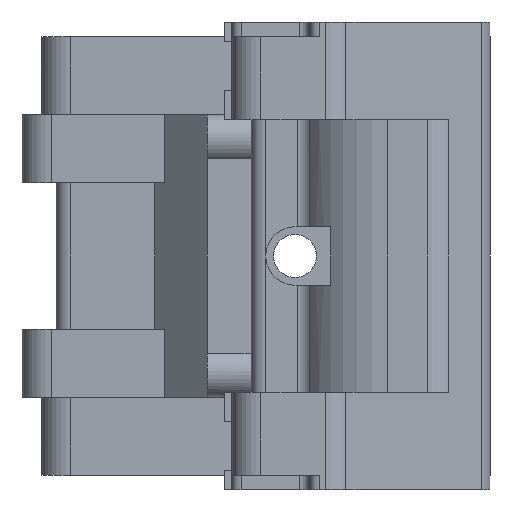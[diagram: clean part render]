
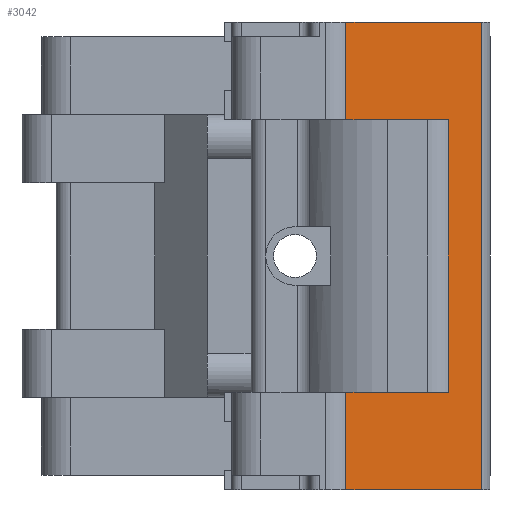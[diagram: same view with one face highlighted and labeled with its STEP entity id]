
A CAD part, front view. The second image highlights one B-rep face of the part: STEP entity #3042.
In plain terms, the highlighted planar face has unit normal (0.707, -0.707, 0).
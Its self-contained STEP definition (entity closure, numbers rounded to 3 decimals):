
#264 = VERTEX_POINT('',#265);
#265 = CARTESIAN_POINT('',(-4.272,-19.121,24.));
#272 = EDGE_CURVE('',#273,#264,#275,.T.);
#273 = VERTEX_POINT('',#274);
#274 = CARTESIAN_POINT('',(9.621,-5.228,24.));
#275 = LINE('',#276,#277);
#276 = CARTESIAN_POINT('',(9.621,-5.228,24.));
#277 = VECTOR('',#278,1.);
#278 = DIRECTION('',(-0.707,-0.707,0.));
#1566 = VERTEX_POINT('',#1567);
#1567 = CARTESIAN_POINT('',(9.621,-5.228,-24.));
#1574 = EDGE_CURVE('',#1566,#1575,#1577,.T.);
#1575 = VERTEX_POINT('',#1576);
#1576 = CARTESIAN_POINT('',(-4.272,-19.121,-24.));
#1577 = LINE('',#1578,#1579);
#1578 = CARTESIAN_POINT('',(9.621,-5.228,-24.));
#1579 = VECTOR('',#1580,1.);
#1580 = DIRECTION('',(-0.707,-0.707,0.));
#3029 = EDGE_CURVE('',#273,#1566,#3030,.T.);
#3030 = LINE('',#3031,#3032);
#3031 = CARTESIAN_POINT('',(9.621,-5.228,-22.5));
#3032 = VECTOR('',#3033,1.);
#3033 = DIRECTION('',(0.,0.,-1.));
#3042 = ADVANCED_FACE('',(#3043),#3086,.T.);
#3043 = FACE_BOUND('',#3044,.T.);
#3044 = EDGE_LOOP('',(#3045,#3053,#3054,#3055,#3056,#3064,#3072,#3080));
#3045 = ORIENTED_EDGE('',*,*,#3046,.F.);
#3046 = EDGE_CURVE('',#1575,#3047,#3049,.T.);
#3047 = VERTEX_POINT('',#3048);
#3048 = CARTESIAN_POINT('',(-4.272,-19.121,-14.));
#3049 = LINE('',#3050,#3051);
#3050 = CARTESIAN_POINT('',(-4.272,-19.121,-22.5));
#3051 = VECTOR('',#3052,1.);
#3052 = DIRECTION('',(0.,0.,1.));
#3053 = ORIENTED_EDGE('',*,*,#1574,.F.);
#3054 = ORIENTED_EDGE('',*,*,#3029,.F.);
#3055 = ORIENTED_EDGE('',*,*,#272,.T.);
#3056 = ORIENTED_EDGE('',*,*,#3057,.F.);
#3057 = EDGE_CURVE('',#3058,#264,#3060,.T.);
#3058 = VERTEX_POINT('',#3059);
#3059 = CARTESIAN_POINT('',(-4.272,-19.121,14.));
#3060 = LINE('',#3061,#3062);
#3061 = CARTESIAN_POINT('',(-4.272,-19.121,22.5));
#3062 = VECTOR('',#3063,1.);
#3063 = DIRECTION('',(0.,0.,1.));
#3064 = ORIENTED_EDGE('',*,*,#3065,.F.);
#3065 = EDGE_CURVE('',#3066,#3058,#3068,.T.);
#3066 = VERTEX_POINT('',#3067);
#3067 = CARTESIAN_POINT('',(6.228,-8.621,14.));
#3068 = LINE('',#3069,#3070);
#3069 = CARTESIAN_POINT('',(4.118,-10.732,14.));
#3070 = VECTOR('',#3071,1.);
#3071 = DIRECTION('',(-0.707,-0.707,0.));
#3072 = ORIENTED_EDGE('',*,*,#3073,.T.);
#3073 = EDGE_CURVE('',#3066,#3074,#3076,.T.);
#3074 = VERTEX_POINT('',#3075);
#3075 = CARTESIAN_POINT('',(6.228,-8.621,-14.));
#3076 = LINE('',#3077,#3078);
#3077 = CARTESIAN_POINT('',(6.228,-8.621,14.));
#3078 = VECTOR('',#3079,1.);
#3079 = DIRECTION('',(0.,0.,-1.));
#3080 = ORIENTED_EDGE('',*,*,#3081,.T.);
#3081 = EDGE_CURVE('',#3074,#3047,#3082,.T.);
#3082 = LINE('',#3083,#3084);
#3083 = CARTESIAN_POINT('',(4.118,-10.732,-14.));
#3084 = VECTOR('',#3085,1.);
#3085 = DIRECTION('',(-0.707,-0.707,0.));
#3086 = PLANE('',#3087);
#3087 = AXIS2_PLACEMENT_3D('',#3088,#3089,#3090);
#3088 = CARTESIAN_POINT('',(4.151,-10.698,0.));
#3089 = DIRECTION('',(0.707,-0.707,0.));
#3090 = DIRECTION('',(-0.707,-0.707,0.));
